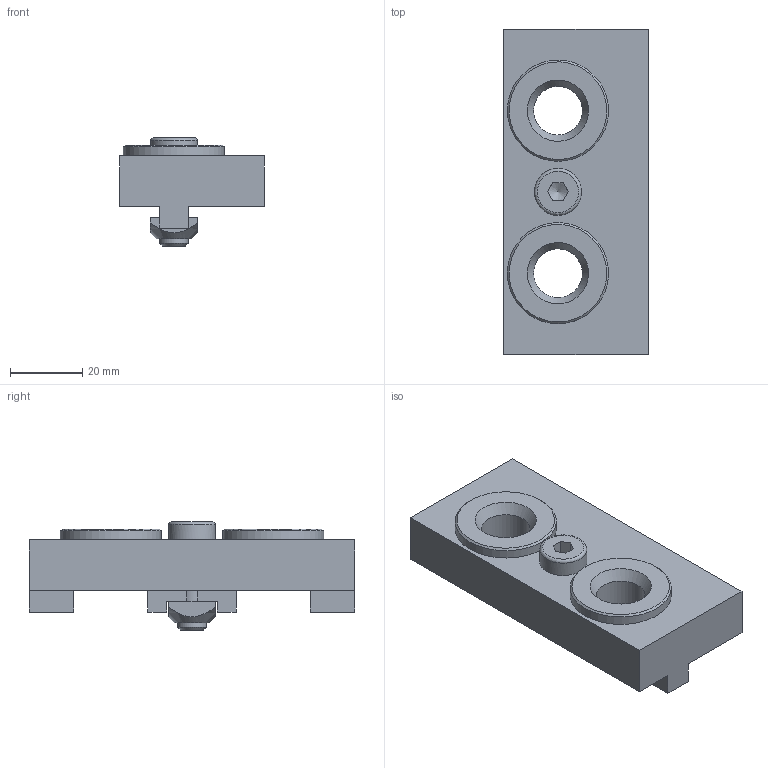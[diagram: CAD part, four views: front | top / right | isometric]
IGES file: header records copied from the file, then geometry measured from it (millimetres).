
Global section: file name: 990018; native system: Autodesk Inventor 2018; preprocessor: unknown; author: Coufal; date: 20190119.071423; units: millimetre
Bounding box: 40 x 90 x 30 mm (x, y, z)
Volume: 51411.2 mm3; surface area: 19322.2 mm2
Topology: 5 solids, 5 shells, 68 faces, 188 edges, 130 vertices
Faces by surface type: bspline 68
